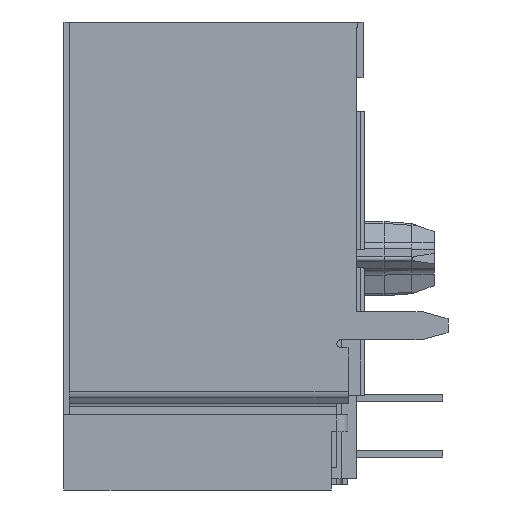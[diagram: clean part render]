
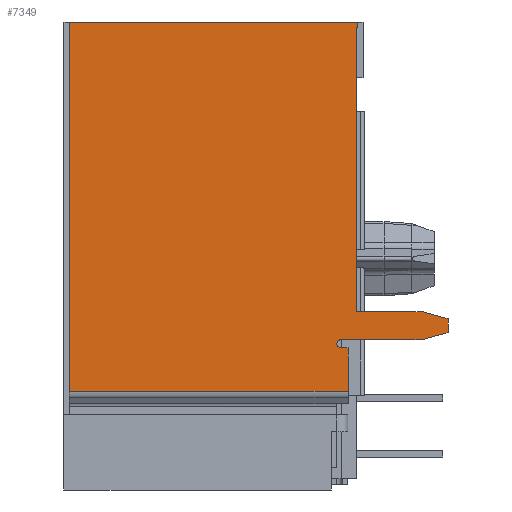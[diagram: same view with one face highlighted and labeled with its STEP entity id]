
A CAD part, left-side view. The second image highlights one B-rep face of the part: STEP entity #7349.
In plain terms, the highlighted planar face has unit normal (-1, 0, 0).
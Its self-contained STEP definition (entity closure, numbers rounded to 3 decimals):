
#126=DIRECTION('',(0.,-1.,0.));
#127=VECTOR('',#126,0.064);
#128=CARTESIAN_POINT('',(-7.938,-6.502,-0.249));
#129=LINE('',#128,#127);
#452=DIRECTION('',(0.,0.,1.));
#453=VECTOR('',#452,16.837);
#454=CARTESIAN_POINT('',(-7.938,6.566,-16.837));
#455=LINE('',#454,#453);
#647=DIRECTION('',(0.,0.,-1.));
#648=VECTOR('',#647,12.959);
#649=CARTESIAN_POINT('',(-7.938,-6.502,-0.249));
#650=LINE('',#649,#648);
#687=DIRECTION('',(0.,1.,0.));
#688=VECTOR('',#687,0.318);
#689=CARTESIAN_POINT('',(-7.938,-6.134,-14.859));
#690=LINE('',#689,#688);
#691=DIRECTION('',(0.,0.,1.));
#692=VECTOR('',#691,1.978);
#693=CARTESIAN_POINT('',(-7.938,-6.134,-16.837));
#694=LINE('',#693,#692);
#695=DIRECTION('',(0.,-1.,0.));
#696=VECTOR('',#695,3.006);
#697=CARTESIAN_POINT('',(-7.938,-6.502,-13.208));
#698=LINE('',#697,#696);
#699=DIRECTION('',(0.,-0.966,-0.259));
#700=VECTOR('',#699,1.227);
#701=CARTESIAN_POINT('',(-7.938,-9.508,-13.208));
#702=LINE('',#701,#700);
#703=DIRECTION('',(0.,0.,-1.));
#704=VECTOR('',#703,0.635);
#705=CARTESIAN_POINT('',(-7.938,-10.693,-13.526));
#706=LINE('',#705,#704);
#707=DIRECTION('',(0.,0.966,-0.259));
#708=VECTOR('',#707,1.227);
#709=CARTESIAN_POINT('',(-7.938,-10.693,-14.161));
#710=LINE('',#709,#708);
#711=CARTESIAN_POINT('',(-7.938,-5.817,-14.669));
#712=DIRECTION('',(1.,0.,0.));
#713=DIRECTION('',(0.,0.,-1.));
#714=AXIS2_PLACEMENT_3D('',#711,#712,#713);
#728=DIRECTION('',(0.,-1.,0.));
#729=VECTOR('',#728,3.692);
#730=CARTESIAN_POINT('',(-7.938,-5.817,-14.478));
#731=LINE('',#730,#729);
#1034=DIRECTION('',(0.,-1.,0.));
#1035=VECTOR('',#1034,13.132);
#1036=CARTESIAN_POINT('',(-7.938,6.566,0.));
#1037=LINE('',#1036,#1035);
#1145=DIRECTION('',(0.,0.,1.));
#1146=VECTOR('',#1145,0.249);
#1147=CARTESIAN_POINT('',(-7.938,-6.566,-0.249));
#1148=LINE('',#1147,#1146);
#2969=DIRECTION('',(0.,1.,0.));
#2970=VECTOR('',#2969,12.7);
#2971=CARTESIAN_POINT('',(-7.938,-6.134,-16.837));
#2972=LINE('',#2971,#2970);
#5220=CARTESIAN_POINT('',(-7.938,6.566,0.));
#5221=VERTEX_POINT('',#5220);
#5222=CARTESIAN_POINT('',(-7.938,-6.566,0.));
#5223=VERTEX_POINT('',#5222);
#5242=CARTESIAN_POINT('',(-7.938,-6.566,-0.249));
#5243=VERTEX_POINT('',#5242);
#5416=CARTESIAN_POINT('',(-7.938,6.566,-16.837));
#5418=VERTEX_POINT('',#5416);
#5428=CARTESIAN_POINT('',(-7.938,-6.502,-0.249));
#5430=VERTEX_POINT('',#5428);
#5498=CARTESIAN_POINT('',(-7.938,-9.508,-13.208));
#5499=CARTESIAN_POINT('',(-7.938,-10.693,-13.526));
#5500=VERTEX_POINT('',#5498);
#5501=VERTEX_POINT('',#5499);
#5502=CARTESIAN_POINT('',(-7.938,-10.693,-14.161));
#5503=VERTEX_POINT('',#5502);
#5504=CARTESIAN_POINT('',(-7.938,-9.508,-14.478));
#5505=VERTEX_POINT('',#5504);
#5514=CARTESIAN_POINT('',(-7.938,-6.502,-13.208));
#5515=VERTEX_POINT('',#5514);
#5526=CARTESIAN_POINT('',(-7.938,-6.134,-16.837));
#5528=VERTEX_POINT('',#5526);
#5538=CARTESIAN_POINT('',(-7.938,-5.817,-14.859));
#5540=VERTEX_POINT('',#5538);
#5542=CARTESIAN_POINT('',(-7.938,-5.817,-14.478));
#5544=VERTEX_POINT('',#5542);
#5546=CARTESIAN_POINT('',(-7.938,-6.134,-14.859));
#5547=VERTEX_POINT('',#5546);
#7317=CARTESIAN_POINT('',(-7.938,6.566,-0.249));
#7318=DIRECTION('',(-1.,0.,0.));
#7319=DIRECTION('',(0.,-1.,0.));
#7320=AXIS2_PLACEMENT_3D('',#7317,#7318,#7319);
#7321=PLANE('',#7320);
#7323=ORIENTED_EDGE('',*,*,#7322,.F.);
#7325=ORIENTED_EDGE('',*,*,#7324,.F.);
#7327=ORIENTED_EDGE('',*,*,#7326,.T.);
#7328=ORIENTED_EDGE('',*,*,#6977,.T.);
#7330=ORIENTED_EDGE('',*,*,#7329,.T.);
#7332=ORIENTED_EDGE('',*,*,#7331,.F.);
#7333=ORIENTED_EDGE('',*,*,#6580,.F.);
#7334=ORIENTED_EDGE('',*,*,#7243,.T.);
#7336=ORIENTED_EDGE('',*,*,#7335,.T.);
#7338=ORIENTED_EDGE('',*,*,#7337,.T.);
#7340=ORIENTED_EDGE('',*,*,#7339,.T.);
#7342=ORIENTED_EDGE('',*,*,#7341,.T.);
#7344=ORIENTED_EDGE('',*,*,#7343,.F.);
#7346=ORIENTED_EDGE('',*,*,#7345,.F.);
#7347=EDGE_LOOP('',(#7323,#7325,#7327,#7328,#7330,#7332,#7333,#7334,#7336,#7338,
#7340,#7342,#7344,#7346));
#7348=FACE_OUTER_BOUND('',#7347,.F.);
#7349=ADVANCED_FACE('',(#7348),#7321,.T.);
#715=CIRCLE('',#714,0.191);
#6580=EDGE_CURVE('',#5430,#5243,#129,.T.);
#6977=EDGE_CURVE('',#5418,#5221,#455,.T.);
#7243=EDGE_CURVE('',#5430,#5515,#650,.T.);
#7322=EDGE_CURVE('',#5547,#5540,#690,.T.);
#7324=EDGE_CURVE('',#5528,#5547,#694,.T.);
#7326=EDGE_CURVE('',#5528,#5418,#2972,.T.);
#7329=EDGE_CURVE('',#5221,#5223,#1037,.T.);
#7331=EDGE_CURVE('',#5243,#5223,#1148,.T.);
#7335=EDGE_CURVE('',#5515,#5500,#698,.T.);
#7337=EDGE_CURVE('',#5500,#5501,#702,.T.);
#7339=EDGE_CURVE('',#5501,#5503,#706,.T.);
#7341=EDGE_CURVE('',#5503,#5505,#710,.T.);
#7343=EDGE_CURVE('',#5544,#5505,#731,.T.);
#7345=EDGE_CURVE('',#5540,#5544,#715,.T.);
